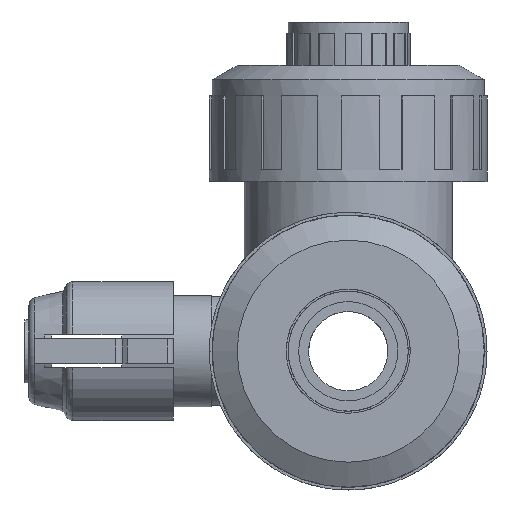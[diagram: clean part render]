
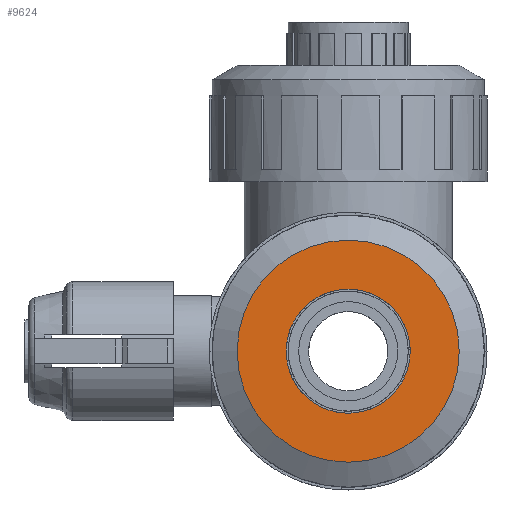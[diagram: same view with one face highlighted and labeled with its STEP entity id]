
A CAD part, left-side view. The second image highlights one B-rep face of the part: STEP entity #9624.
In plain terms, the highlighted planar face has unit normal (-1, 0, 0).
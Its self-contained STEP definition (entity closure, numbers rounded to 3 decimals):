
#53=FACE_BOUND('',#1829,.T.);
#294=CIRCLE('',#10099,15.625);
#296=CIRCLE('',#10102,28.);
#769=PLANE('',#10598);
#1298=FACE_OUTER_BOUND('',#1828,.T.);
#1828=EDGE_LOOP('',(#8441));
#1829=EDGE_LOOP('',(#8442));
#4378=VERTEX_POINT('',#15512);
#4380=VERTEX_POINT('',#15518);
#5391=EDGE_CURVE('',#4378,#4378,#294,.T.);
#5394=EDGE_CURVE('',#4380,#4380,#296,.T.);
#8441=ORIENTED_EDGE('',*,*,#5394,.T.);
#8442=ORIENTED_EDGE('',*,*,#5391,.F.);
#9624=ADVANCED_FACE('',(#1298,#53),#769,.T.);
#10099=AXIS2_PLACEMENT_3D('',#15514,#11565,#11566);
#10102=AXIS2_PLACEMENT_3D('',#15520,#11572,#11573);
#10598=AXIS2_PLACEMENT_3D('',#17062,#13047,#13048);
#11565=DIRECTION('center_axis',(-1.,0.,0.));
#11566=DIRECTION('ref_axis',(0.,1.,0.));
#11572=DIRECTION('center_axis',(-1.,0.,0.));
#11573=DIRECTION('ref_axis',(0.,1.,0.));
#13047=DIRECTION('center_axis',(-1.,0.,0.));
#13048=DIRECTION('ref_axis',(0.,1.,0.));
#15512=CARTESIAN_POINT('',(-72.052,-15.625,0.));
#15514=CARTESIAN_POINT('Origin',(-72.052,0.,0.));
#15518=CARTESIAN_POINT('',(-72.052,-28.,0.));
#15520=CARTESIAN_POINT('Origin',(-72.052,0.,0.));
#17062=CARTESIAN_POINT('Origin',(-72.052,21.813,0.));
